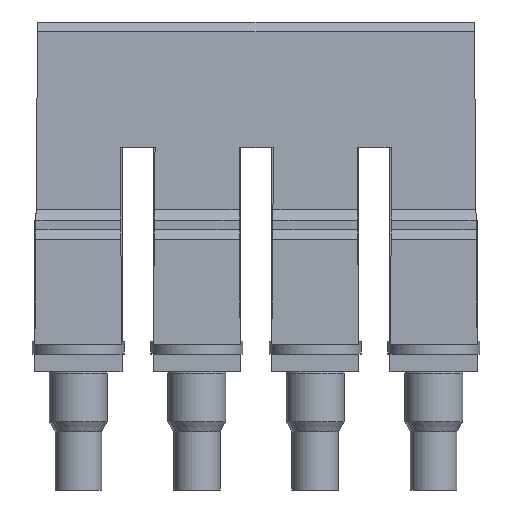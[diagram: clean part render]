
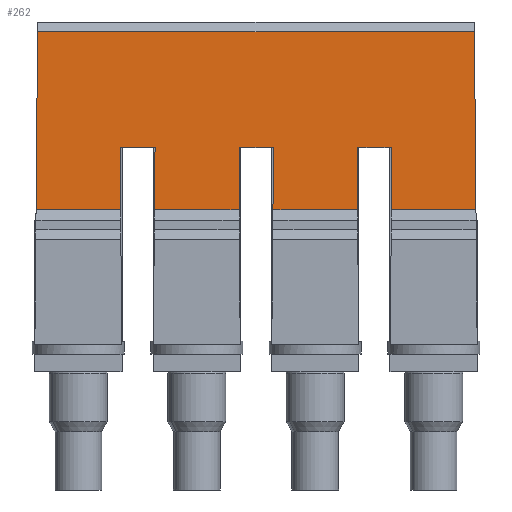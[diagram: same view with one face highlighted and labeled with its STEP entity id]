
A CAD part, front view. The second image highlights one B-rep face of the part: STEP entity #262.
In plain terms, the highlighted planar face has unit normal (0, -1, 0.009).
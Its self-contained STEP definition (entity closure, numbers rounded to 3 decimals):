
#75=AXIS2_PLACEMENT_3D('Plane Axis2P3D',#72,#73,#74) ;
#41=CARTESIAN_POINT('Vertex',(0.198,5.425,14.429)) ;
#57=CARTESIAN_POINT('Vertex',(4.552,5.425,14.429)) ;
#60=CARTESIAN_POINT('Line Origine',(2.375,5.425,14.429)) ;
#72=CARTESIAN_POINT('Axis2P3D Location',(2.375,5.425,14.5)) ;
#77=CARTESIAN_POINT('Line Origine',(5.876,5.453,17.65)) ;
#81=CARTESIAN_POINT('Vertex',(6.326,5.453,17.65)) ;
#83=CARTESIAN_POINT('Vertex',(5.425,5.453,17.65)) ;
#86=CARTESIAN_POINT('Line Origine',(6.312,5.439,16.04)) ;
#90=CARTESIAN_POINT('Vertex',(6.298,5.425,14.429)) ;
#93=CARTESIAN_POINT('Line Origine',(8.475,5.425,14.429)) ;
#97=CARTESIAN_POINT('Vertex',(10.652,5.425,14.429)) ;
#100=CARTESIAN_POINT('Line Origine',(10.652,5.425,14.465)) ;
#104=CARTESIAN_POINT('Vertex',(10.653,5.425,14.5)) ;
#107=CARTESIAN_POINT('Line Origine',(10.653,5.439,16.075)) ;
#111=CARTESIAN_POINT('Vertex',(10.653,5.453,17.65)) ;
#114=CARTESIAN_POINT('Line Origine',(11.089,5.453,17.65)) ;
#118=CARTESIAN_POINT('Vertex',(11.525,5.453,17.65)) ;
#121=CARTESIAN_POINT('Line Origine',(11.976,5.453,17.65)) ;
#125=CARTESIAN_POINT('Vertex',(12.426,5.453,17.65)) ;
#128=CARTESIAN_POINT('Line Origine',(12.412,5.439,16.04)) ;
#132=CARTESIAN_POINT('Vertex',(12.398,5.425,14.429)) ;
#135=CARTESIAN_POINT('Line Origine',(14.575,5.425,14.429)) ;
#139=CARTESIAN_POINT('Vertex',(16.752,5.425,14.429)) ;
#142=CARTESIAN_POINT('Line Origine',(16.752,5.425,14.465)) ;
#146=CARTESIAN_POINT('Vertex',(16.753,5.425,14.5)) ;
#149=CARTESIAN_POINT('Line Origine',(16.753,5.439,16.075)) ;
#153=CARTESIAN_POINT('Vertex',(16.753,5.453,17.65)) ;
#156=CARTESIAN_POINT('Line Origine',(17.189,5.453,17.65)) ;
#160=CARTESIAN_POINT('Vertex',(17.625,5.453,17.65)) ;
#163=CARTESIAN_POINT('Line Origine',(18.061,5.453,17.65)) ;
#167=CARTESIAN_POINT('Vertex',(18.497,5.453,17.65)) ;
#170=CARTESIAN_POINT('Line Origine',(18.497,5.439,16.075)) ;
#174=CARTESIAN_POINT('Vertex',(18.497,5.425,14.5)) ;
#177=CARTESIAN_POINT('Line Origine',(18.498,5.425,14.5)) ;
#181=CARTESIAN_POINT('Vertex',(18.499,5.425,14.5)) ;
#184=CARTESIAN_POINT('Line Origine',(18.498,5.425,14.465)) ;
#188=CARTESIAN_POINT('Vertex',(18.498,5.425,14.429)) ;
#191=CARTESIAN_POINT('Line Origine',(20.675,5.425,14.429)) ;
#195=CARTESIAN_POINT('Vertex',(22.852,5.425,14.429)) ;
#198=CARTESIAN_POINT('Line Origine',(22.812,5.465,19.015)) ;
#202=CARTESIAN_POINT('Vertex',(22.772,5.505,23.6)) ;
#205=CARTESIAN_POINT('Line Origine',(11.525,5.505,23.6)) ;
#209=CARTESIAN_POINT('Vertex',(0.278,5.505,23.6)) ;
#212=CARTESIAN_POINT('Line Origine',(0.238,5.465,19.05)) ;
#216=CARTESIAN_POINT('Vertex',(0.198,5.425,14.5)) ;
#219=CARTESIAN_POINT('Line Origine',(0.198,5.425,14.465)) ;
#224=CARTESIAN_POINT('Line Origine',(4.538,5.439,16.04)) ;
#228=CARTESIAN_POINT('Vertex',(4.524,5.453,17.65)) ;
#231=CARTESIAN_POINT('Line Origine',(4.975,5.453,17.65)) ;
#61=DIRECTION('Vector Direction',(-1.,0.,0.)) ;
#73=DIRECTION('Axis2P3D Direction',(0.,1.,-0.009)) ;
#74=DIRECTION('Axis2P3D XDirection',(0.,-0.009,-1.)) ;
#78=DIRECTION('Vector Direction',(-1.,0.,0.)) ;
#87=DIRECTION('Vector Direction',(-0.009,-0.009,-1.)) ;
#94=DIRECTION('Vector Direction',(-1.,0.,0.)) ;
#101=DIRECTION('Vector Direction',(0.009,-0.009,-1.)) ;
#108=DIRECTION('Vector Direction',(0.,-0.009,-1.)) ;
#115=DIRECTION('Vector Direction',(-1.,0.,0.)) ;
#122=DIRECTION('Vector Direction',(-1.,0.,0.)) ;
#129=DIRECTION('Vector Direction',(-0.009,-0.009,-1.)) ;
#136=DIRECTION('Vector Direction',(-1.,0.,0.)) ;
#143=DIRECTION('Vector Direction',(0.009,-0.009,-1.)) ;
#150=DIRECTION('Vector Direction',(0.,-0.009,-1.)) ;
#157=DIRECTION('Vector Direction',(-1.,0.,0.)) ;
#164=DIRECTION('Vector Direction',(-1.,0.,0.)) ;
#171=DIRECTION('Vector Direction',(0.,-0.009,-1.)) ;
#178=DIRECTION('Vector Direction',(-1.,0.,0.)) ;
#185=DIRECTION('Vector Direction',(-0.009,-0.009,-1.)) ;
#192=DIRECTION('Vector Direction',(-1.,0.,0.)) ;
#199=DIRECTION('Vector Direction',(0.009,-0.009,-1.)) ;
#206=DIRECTION('Vector Direction',(-1.,0.,0.)) ;
#213=DIRECTION('Vector Direction',(-0.009,-0.009,-1.)) ;
#220=DIRECTION('Vector Direction',(-0.009,-0.009,-1.)) ;
#225=DIRECTION('Vector Direction',(0.009,-0.009,-1.)) ;
#232=DIRECTION('Vector Direction',(-1.,0.,0.)) ;
#62=VECTOR('Line Direction',#61,1.) ;
#79=VECTOR('Line Direction',#78,1.) ;
#88=VECTOR('Line Direction',#87,1.) ;
#95=VECTOR('Line Direction',#94,1.) ;
#102=VECTOR('Line Direction',#101,1.) ;
#109=VECTOR('Line Direction',#108,1.) ;
#116=VECTOR('Line Direction',#115,1.) ;
#123=VECTOR('Line Direction',#122,1.) ;
#130=VECTOR('Line Direction',#129,1.) ;
#137=VECTOR('Line Direction',#136,1.) ;
#144=VECTOR('Line Direction',#143,1.) ;
#151=VECTOR('Line Direction',#150,1.) ;
#158=VECTOR('Line Direction',#157,1.) ;
#165=VECTOR('Line Direction',#164,1.) ;
#172=VECTOR('Line Direction',#171,1.) ;
#179=VECTOR('Line Direction',#178,1.) ;
#186=VECTOR('Line Direction',#185,1.) ;
#193=VECTOR('Line Direction',#192,1.) ;
#200=VECTOR('Line Direction',#199,1.) ;
#207=VECTOR('Line Direction',#206,1.) ;
#214=VECTOR('Line Direction',#213,1.) ;
#221=VECTOR('Line Direction',#220,1.) ;
#226=VECTOR('Line Direction',#225,1.) ;
#233=VECTOR('Line Direction',#232,1.) ;
#237=ORIENTED_EDGE('',*,*,#85,.F.) ;
#238=ORIENTED_EDGE('',*,*,#92,.T.) ;
#239=ORIENTED_EDGE('',*,*,#99,.F.) ;
#240=ORIENTED_EDGE('',*,*,#106,.F.) ;
#241=ORIENTED_EDGE('',*,*,#113,.F.) ;
#242=ORIENTED_EDGE('',*,*,#120,.F.) ;
#243=ORIENTED_EDGE('',*,*,#127,.F.) ;
#244=ORIENTED_EDGE('',*,*,#134,.T.) ;
#245=ORIENTED_EDGE('',*,*,#141,.F.) ;
#246=ORIENTED_EDGE('',*,*,#148,.F.) ;
#247=ORIENTED_EDGE('',*,*,#155,.F.) ;
#248=ORIENTED_EDGE('',*,*,#162,.F.) ;
#249=ORIENTED_EDGE('',*,*,#169,.F.) ;
#250=ORIENTED_EDGE('',*,*,#176,.T.) ;
#251=ORIENTED_EDGE('',*,*,#183,.F.) ;
#252=ORIENTED_EDGE('',*,*,#190,.T.) ;
#253=ORIENTED_EDGE('',*,*,#197,.F.) ;
#254=ORIENTED_EDGE('',*,*,#204,.F.) ;
#255=ORIENTED_EDGE('',*,*,#211,.T.) ;
#256=ORIENTED_EDGE('',*,*,#218,.T.) ;
#257=ORIENTED_EDGE('',*,*,#223,.T.) ;
#258=ORIENTED_EDGE('',*,*,#64,.F.) ;
#259=ORIENTED_EDGE('',*,*,#230,.F.) ;
#260=ORIENTED_EDGE('',*,*,#235,.F.) ;
#262=ADVANCED_FACE('KU_WQV4/4',(#261),#76,.F.) ;
#64=EDGE_CURVE('',#58,#42,#63,.T.) ;
#85=EDGE_CURVE('',#82,#84,#80,.T.) ;
#92=EDGE_CURVE('',#82,#91,#89,.T.) ;
#99=EDGE_CURVE('',#98,#91,#96,.T.) ;
#106=EDGE_CURVE('',#105,#98,#103,.T.) ;
#113=EDGE_CURVE('',#112,#105,#110,.T.) ;
#120=EDGE_CURVE('',#119,#112,#117,.T.) ;
#127=EDGE_CURVE('',#126,#119,#124,.T.) ;
#134=EDGE_CURVE('',#126,#133,#131,.T.) ;
#141=EDGE_CURVE('',#140,#133,#138,.T.) ;
#148=EDGE_CURVE('',#147,#140,#145,.T.) ;
#155=EDGE_CURVE('',#154,#147,#152,.T.) ;
#162=EDGE_CURVE('',#161,#154,#159,.T.) ;
#169=EDGE_CURVE('',#168,#161,#166,.T.) ;
#176=EDGE_CURVE('',#168,#175,#173,.T.) ;
#183=EDGE_CURVE('',#182,#175,#180,.T.) ;
#190=EDGE_CURVE('',#182,#189,#187,.T.) ;
#197=EDGE_CURVE('',#196,#189,#194,.T.) ;
#204=EDGE_CURVE('',#203,#196,#201,.T.) ;
#211=EDGE_CURVE('',#203,#210,#208,.T.) ;
#218=EDGE_CURVE('',#210,#217,#215,.T.) ;
#223=EDGE_CURVE('',#217,#42,#222,.T.) ;
#230=EDGE_CURVE('',#229,#58,#227,.T.) ;
#235=EDGE_CURVE('',#84,#229,#234,.T.) ;
#236=EDGE_LOOP('',(#237,#238,#239,#240,#241,#242,#243,#244,#245,#246,#247,#248,#249,#250,#251,#252,#253,#254,#255,#256,#257,#258,#259,#260)) ;
#261=FACE_OUTER_BOUND('',#236,.T.) ;
#63=LINE('Line',#60,#62) ;
#80=LINE('Line',#77,#79) ;
#89=LINE('Line',#86,#88) ;
#96=LINE('Line',#93,#95) ;
#103=LINE('Line',#100,#102) ;
#110=LINE('Line',#107,#109) ;
#117=LINE('Line',#114,#116) ;
#124=LINE('Line',#121,#123) ;
#131=LINE('Line',#128,#130) ;
#138=LINE('Line',#135,#137) ;
#145=LINE('Line',#142,#144) ;
#152=LINE('Line',#149,#151) ;
#159=LINE('Line',#156,#158) ;
#166=LINE('Line',#163,#165) ;
#173=LINE('Line',#170,#172) ;
#180=LINE('Line',#177,#179) ;
#187=LINE('Line',#184,#186) ;
#194=LINE('Line',#191,#193) ;
#201=LINE('Line',#198,#200) ;
#208=LINE('Line',#205,#207) ;
#215=LINE('Line',#212,#214) ;
#222=LINE('Line',#219,#221) ;
#227=LINE('Line',#224,#226) ;
#234=LINE('Line',#231,#233) ;
#76=PLANE('',#75) ;
#42=VERTEX_POINT('',#41) ;
#58=VERTEX_POINT('',#57) ;
#82=VERTEX_POINT('',#81) ;
#84=VERTEX_POINT('',#83) ;
#91=VERTEX_POINT('',#90) ;
#98=VERTEX_POINT('',#97) ;
#105=VERTEX_POINT('',#104) ;
#112=VERTEX_POINT('',#111) ;
#119=VERTEX_POINT('',#118) ;
#126=VERTEX_POINT('',#125) ;
#133=VERTEX_POINT('',#132) ;
#140=VERTEX_POINT('',#139) ;
#147=VERTEX_POINT('',#146) ;
#154=VERTEX_POINT('',#153) ;
#161=VERTEX_POINT('',#160) ;
#168=VERTEX_POINT('',#167) ;
#175=VERTEX_POINT('',#174) ;
#182=VERTEX_POINT('',#181) ;
#189=VERTEX_POINT('',#188) ;
#196=VERTEX_POINT('',#195) ;
#203=VERTEX_POINT('',#202) ;
#210=VERTEX_POINT('',#209) ;
#217=VERTEX_POINT('',#216) ;
#229=VERTEX_POINT('',#228) ;
